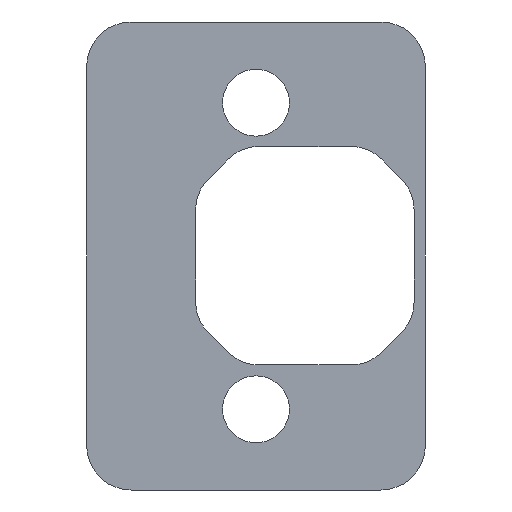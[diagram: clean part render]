
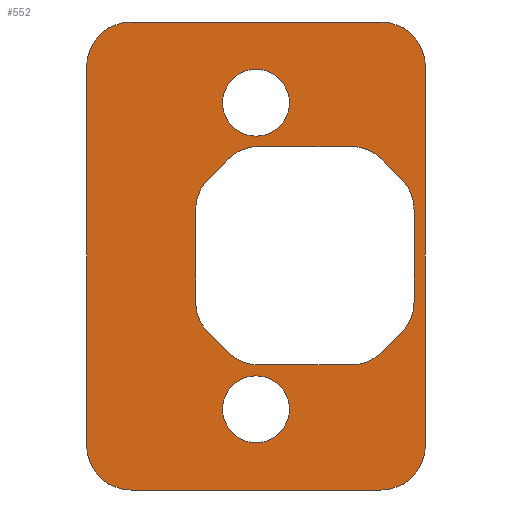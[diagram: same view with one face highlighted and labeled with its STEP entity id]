
A CAD part, left-side view. The second image highlights one B-rep face of the part: STEP entity #552.
In plain terms, the highlighted planar face has unit normal (-1, 0, 0).
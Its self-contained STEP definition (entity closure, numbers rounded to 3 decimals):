
#32=FACE_BOUND('',#94,.T.);
#33=FACE_BOUND('',#95,.T.);
#34=FACE_BOUND('',#96,.T.);
#62=FACE_OUTER_BOUND('',#93,.T.);
#93=EDGE_LOOP('',(#485,#486,#487,#488,#489,#490,#491,#492));
#94=EDGE_LOOP('',(#493,#494,#495,#496,#497,#498,#499,#500,#501,#502,#503,
#504,#505,#506,#507,#508));
#95=EDGE_LOOP('',(#509));
#96=EDGE_LOOP('',(#510));
#111=CIRCLE('',#583,1.5);
#112=CIRCLE('',#585,1.5);
#113=CIRCLE('',#588,1.9);
#114=CIRCLE('',#591,1.9);
#115=CIRCLE('',#594,1.9);
#116=CIRCLE('',#597,1.9);
#117=CIRCLE('',#600,1.9);
#118=CIRCLE('',#603,1.9);
#119=CIRCLE('',#606,1.9);
#120=CIRCLE('',#609,1.9);
#121=CIRCLE('',#611,2.);
#122=CIRCLE('',#614,2.);
#123=CIRCLE('',#617,2.);
#124=CIRCLE('',#620,2.);
#140=LINE('',#853,#190);
#143=LINE('',#861,#193);
#146=LINE('',#869,#196);
#149=LINE('',#877,#199);
#152=LINE('',#885,#202);
#155=LINE('',#893,#205);
#158=LINE('',#901,#208);
#161=LINE('',#909,#211);
#165=LINE('',#921,#215);
#168=LINE('',#929,#218);
#171=LINE('',#937,#221);
#174=LINE('',#944,#224);
#190=VECTOR('',#680,10.);
#193=VECTOR('',#689,10.);
#196=VECTOR('',#698,10.);
#199=VECTOR('',#707,10.);
#202=VECTOR('',#716,10.);
#205=VECTOR('',#725,10.);
#208=VECTOR('',#734,10.);
#211=VECTOR('',#743,10.);
#215=VECTOR('',#757,10.);
#218=VECTOR('',#766,10.);
#221=VECTOR('',#775,10.);
#224=VECTOR('',#784,10.);
#251=VERTEX_POINT('',#842);
#252=VERTEX_POINT('',#846);
#253=VERTEX_POINT('',#850);
#254=VERTEX_POINT('',#852);
#255=VERTEX_POINT('',#856);
#256=VERTEX_POINT('',#860);
#257=VERTEX_POINT('',#864);
#258=VERTEX_POINT('',#868);
#259=VERTEX_POINT('',#872);
#260=VERTEX_POINT('',#876);
#261=VERTEX_POINT('',#880);
#262=VERTEX_POINT('',#884);
#263=VERTEX_POINT('',#888);
#264=VERTEX_POINT('',#892);
#265=VERTEX_POINT('',#896);
#266=VERTEX_POINT('',#900);
#267=VERTEX_POINT('',#904);
#268=VERTEX_POINT('',#908);
#269=VERTEX_POINT('',#914);
#270=VERTEX_POINT('',#916);
#271=VERTEX_POINT('',#920);
#272=VERTEX_POINT('',#924);
#273=VERTEX_POINT('',#928);
#274=VERTEX_POINT('',#932);
#275=VERTEX_POINT('',#936);
#276=VERTEX_POINT('',#940);
#303=EDGE_CURVE('',#251,#251,#111,.T.);
#305=EDGE_CURVE('',#252,#252,#112,.T.);
#308=EDGE_CURVE('',#254,#253,#140,.T.);
#310=EDGE_CURVE('',#255,#254,#113,.T.);
#312=EDGE_CURVE('',#256,#255,#143,.T.);
#314=EDGE_CURVE('',#257,#256,#114,.T.);
#316=EDGE_CURVE('',#258,#257,#146,.T.);
#318=EDGE_CURVE('',#259,#258,#115,.T.);
#320=EDGE_CURVE('',#260,#259,#149,.T.);
#322=EDGE_CURVE('',#261,#260,#116,.T.);
#324=EDGE_CURVE('',#262,#261,#152,.T.);
#326=EDGE_CURVE('',#263,#262,#117,.T.);
#328=EDGE_CURVE('',#264,#263,#155,.T.);
#330=EDGE_CURVE('',#265,#264,#118,.T.);
#332=EDGE_CURVE('',#266,#265,#158,.T.);
#334=EDGE_CURVE('',#267,#266,#119,.T.);
#336=EDGE_CURVE('',#268,#267,#161,.T.);
#338=EDGE_CURVE('',#253,#268,#120,.T.);
#340=EDGE_CURVE('',#270,#269,#121,.T.);
#342=EDGE_CURVE('',#271,#270,#165,.T.);
#344=EDGE_CURVE('',#272,#271,#122,.T.);
#346=EDGE_CURVE('',#273,#272,#168,.T.);
#348=EDGE_CURVE('',#274,#273,#123,.T.);
#350=EDGE_CURVE('',#275,#274,#171,.T.);
#352=EDGE_CURVE('',#276,#275,#124,.T.);
#354=EDGE_CURVE('',#269,#276,#174,.T.);
#485=ORIENTED_EDGE('',*,*,#354,.T.);
#486=ORIENTED_EDGE('',*,*,#352,.T.);
#487=ORIENTED_EDGE('',*,*,#350,.T.);
#488=ORIENTED_EDGE('',*,*,#348,.T.);
#489=ORIENTED_EDGE('',*,*,#346,.T.);
#490=ORIENTED_EDGE('',*,*,#344,.T.);
#491=ORIENTED_EDGE('',*,*,#342,.T.);
#492=ORIENTED_EDGE('',*,*,#340,.T.);
#493=ORIENTED_EDGE('',*,*,#338,.T.);
#494=ORIENTED_EDGE('',*,*,#336,.T.);
#495=ORIENTED_EDGE('',*,*,#334,.T.);
#496=ORIENTED_EDGE('',*,*,#332,.T.);
#497=ORIENTED_EDGE('',*,*,#330,.T.);
#498=ORIENTED_EDGE('',*,*,#328,.T.);
#499=ORIENTED_EDGE('',*,*,#326,.T.);
#500=ORIENTED_EDGE('',*,*,#324,.T.);
#501=ORIENTED_EDGE('',*,*,#322,.T.);
#502=ORIENTED_EDGE('',*,*,#320,.T.);
#503=ORIENTED_EDGE('',*,*,#318,.T.);
#504=ORIENTED_EDGE('',*,*,#316,.T.);
#505=ORIENTED_EDGE('',*,*,#314,.T.);
#506=ORIENTED_EDGE('',*,*,#312,.T.);
#507=ORIENTED_EDGE('',*,*,#310,.T.);
#508=ORIENTED_EDGE('',*,*,#308,.T.);
#509=ORIENTED_EDGE('',*,*,#305,.T.);
#510=ORIENTED_EDGE('',*,*,#303,.T.);
#524=PLANE('',#622);
#552=ADVANCED_FACE('',(#62,#32,#33,#34),#524,.T.);
#583=AXIS2_PLACEMENT_3D('',#843,#669,#670);
#585=AXIS2_PLACEMENT_3D('',#847,#674,#675);
#588=AXIS2_PLACEMENT_3D('',#857,#684,#685);
#591=AXIS2_PLACEMENT_3D('',#865,#693,#694);
#594=AXIS2_PLACEMENT_3D('',#873,#702,#703);
#597=AXIS2_PLACEMENT_3D('',#881,#711,#712);
#600=AXIS2_PLACEMENT_3D('',#889,#720,#721);
#603=AXIS2_PLACEMENT_3D('',#897,#729,#730);
#606=AXIS2_PLACEMENT_3D('',#905,#738,#739);
#609=AXIS2_PLACEMENT_3D('',#912,#747,#748);
#611=AXIS2_PLACEMENT_3D('',#917,#752,#753);
#614=AXIS2_PLACEMENT_3D('',#925,#761,#762);
#617=AXIS2_PLACEMENT_3D('',#933,#770,#771);
#620=AXIS2_PLACEMENT_3D('',#941,#779,#780);
#622=AXIS2_PLACEMENT_3D('',#945,#785,#786);
#669=DIRECTION('center_axis',(1.,0.,0.));
#670=DIRECTION('ref_axis',(0.,-1.,0.));
#674=DIRECTION('center_axis',(1.,0.,0.));
#675=DIRECTION('ref_axis',(0.,-1.,0.));
#680=DIRECTION('',(0.,0.707,0.707));
#684=DIRECTION('center_axis',(1.,0.,0.));
#685=DIRECTION('ref_axis',(0.,0.707,-0.707));
#689=DIRECTION('',(0.,1.,0.));
#693=DIRECTION('center_axis',(1.,0.,0.));
#694=DIRECTION('ref_axis',(0.,0.,-1.));
#698=DIRECTION('',(0.,0.707,-0.707));
#702=DIRECTION('center_axis',(1.,0.,0.));
#703=DIRECTION('ref_axis',(0.,-0.707,-0.707));
#707=DIRECTION('',(0.,0.,-1.));
#711=DIRECTION('center_axis',(1.,0.,0.));
#712=DIRECTION('ref_axis',(0.,-1.,0.));
#716=DIRECTION('',(0.,-0.707,-0.707));
#720=DIRECTION('center_axis',(1.,0.,0.));
#721=DIRECTION('ref_axis',(0.,-0.707,0.707));
#725=DIRECTION('',(0.,-1.,0.));
#729=DIRECTION('center_axis',(1.,0.,0.));
#730=DIRECTION('ref_axis',(0.,0.,1.));
#734=DIRECTION('',(0.,-0.707,0.707));
#738=DIRECTION('center_axis',(1.,0.,0.));
#739=DIRECTION('ref_axis',(0.,0.707,0.707));
#743=DIRECTION('',(0.,0.,1.));
#747=DIRECTION('center_axis',(1.,0.,0.));
#748=DIRECTION('ref_axis',(0.,1.,0.));
#752=DIRECTION('center_axis',(-1.,0.,0.));
#753=DIRECTION('ref_axis',(0.,-1.,0.));
#757=DIRECTION('',(0.,0.,1.));
#761=DIRECTION('center_axis',(-1.,0.,0.));
#762=DIRECTION('ref_axis',(0.,0.,-1.));
#766=DIRECTION('',(0.,-1.,0.));
#770=DIRECTION('center_axis',(-1.,0.,0.));
#771=DIRECTION('ref_axis',(0.,1.,0.));
#775=DIRECTION('',(0.,0.,-1.));
#779=DIRECTION('center_axis',(-1.,0.,0.));
#780=DIRECTION('ref_axis',(0.,0.,1.));
#784=DIRECTION('',(0.,1.,0.));
#785=DIRECTION('center_axis',(-1.,0.,0.));
#786=DIRECTION('ref_axis',(0.,-1.,0.));
#842=CARTESIAN_POINT('',(44.95,28.843,13.872));
#843=CARTESIAN_POINT('Origin',(44.95,27.343,13.872));
#846=CARTESIAN_POINT('',(44.95,28.843,0.115));
#847=CARTESIAN_POINT('Origin',(44.95,27.343,0.115));
#850=CARTESIAN_POINT('',(44.95,29.494,3.575));
#852=CARTESIAN_POINT('',(44.95,28.58,2.661));
#853=CARTESIAN_POINT('',(44.95,28.58,2.661));
#856=CARTESIAN_POINT('',(44.95,27.236,2.104));
#857=CARTESIAN_POINT('Origin',(44.95,27.236,4.004));
#860=CARTESIAN_POINT('',(44.95,23.065,2.104));
#861=CARTESIAN_POINT('',(44.95,23.065,2.104));
#864=CARTESIAN_POINT('',(44.95,21.721,2.661));
#865=CARTESIAN_POINT('Origin',(44.95,23.065,4.004));
#868=CARTESIAN_POINT('',(44.95,20.807,3.575));
#869=CARTESIAN_POINT('',(44.95,20.807,3.575));
#872=CARTESIAN_POINT('',(44.95,20.25,4.919));
#873=CARTESIAN_POINT('Origin',(44.95,22.15,4.919));
#876=CARTESIAN_POINT('',(44.95,20.25,9.09));
#877=CARTESIAN_POINT('',(44.95,20.25,9.09));
#880=CARTESIAN_POINT('',(44.95,20.807,10.434));
#881=CARTESIAN_POINT('Origin',(44.95,22.15,9.09));
#884=CARTESIAN_POINT('',(44.95,21.721,11.348));
#885=CARTESIAN_POINT('',(44.95,21.721,11.348));
#888=CARTESIAN_POINT('',(44.95,23.065,11.904));
#889=CARTESIAN_POINT('Origin',(44.95,23.065,10.004));
#892=CARTESIAN_POINT('',(44.95,27.236,11.904));
#893=CARTESIAN_POINT('',(44.95,27.236,11.904));
#896=CARTESIAN_POINT('',(44.95,28.58,11.348));
#897=CARTESIAN_POINT('Origin',(44.95,27.236,10.004));
#900=CARTESIAN_POINT('',(44.95,29.494,10.434));
#901=CARTESIAN_POINT('',(44.95,29.494,10.434));
#904=CARTESIAN_POINT('',(44.95,30.05,9.09));
#905=CARTESIAN_POINT('Origin',(44.95,28.15,9.09));
#908=CARTESIAN_POINT('',(44.95,30.05,4.919));
#909=CARTESIAN_POINT('',(44.95,30.05,4.919));
#912=CARTESIAN_POINT('Origin',(44.95,28.15,4.919));
#914=CARTESIAN_POINT('',(44.95,21.743,17.493));
#916=CARTESIAN_POINT('',(44.95,19.743,15.493));
#917=CARTESIAN_POINT('Origin',(44.95,21.743,15.493));
#920=CARTESIAN_POINT('',(44.95,19.743,-1.507));
#921=CARTESIAN_POINT('',(44.95,19.743,-1.507));
#924=CARTESIAN_POINT('',(44.95,21.743,-3.507));
#925=CARTESIAN_POINT('Origin',(44.95,21.743,-1.507));
#928=CARTESIAN_POINT('',(44.95,32.943,-3.507));
#929=CARTESIAN_POINT('',(44.95,32.943,-3.507));
#932=CARTESIAN_POINT('',(44.95,34.943,-1.507));
#933=CARTESIAN_POINT('Origin',(44.95,32.943,-1.507));
#936=CARTESIAN_POINT('',(44.95,34.943,15.493));
#937=CARTESIAN_POINT('',(44.95,34.943,15.493));
#940=CARTESIAN_POINT('',(44.95,32.943,17.493));
#941=CARTESIAN_POINT('Origin',(44.95,32.943,15.493));
#944=CARTESIAN_POINT('',(44.95,21.743,17.493));
#945=CARTESIAN_POINT('Origin',(44.95,27.343,6.993));
